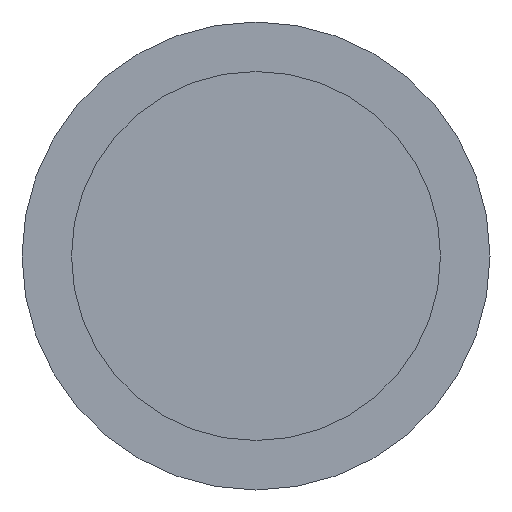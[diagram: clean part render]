
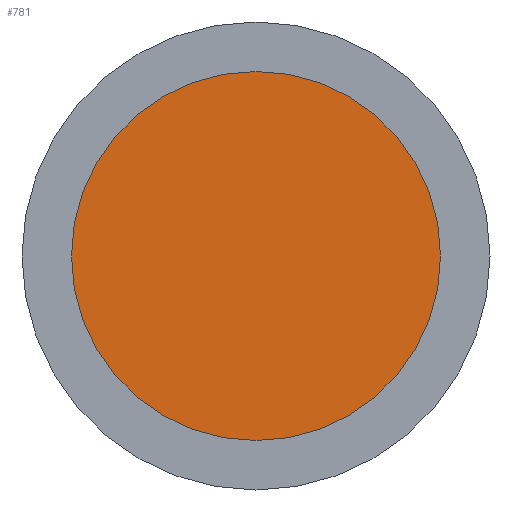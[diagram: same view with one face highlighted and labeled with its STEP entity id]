
A CAD part, left-side view. The second image highlights one B-rep face of the part: STEP entity #781.
In plain terms, the highlighted planar face has unit normal (-1, 0, 0).
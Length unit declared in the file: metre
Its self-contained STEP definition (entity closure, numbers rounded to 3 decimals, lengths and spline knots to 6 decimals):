
#50 = PLANE ( 'NONE',  #237 ) ;
#75 = EDGE_CURVE ( 'NONE', #571, #221, #295, .T. ) ;
#141 = CARTESIAN_POINT ( 'NONE',  ( -0.04, 0., 0. ) ) ;
#151 = DIRECTION ( 'NONE',  ( 0., -1., 0. ) ) ;
#170 = ORIENTED_EDGE ( 'NONE', *, *, #652, .T. ) ;
#207 = EDGE_LOOP ( 'NONE', ( #170, #668 ) ) ;
#221 = VERTEX_POINT ( 'NONE', #642 ) ;
#236 = AXIS2_PLACEMENT_3D ( 'NONE', #323, #703, #151 ) ;
#237 = AXIS2_PLACEMENT_3D ( 'NONE', #141, #307, #374 ) ;
#244 = DIRECTION ( 'NONE',  ( -1., 0., 0. ) ) ;
#251 = DIRECTION ( 'NONE',  ( 0., -1., 0. ) ) ;
#253 = CIRCLE ( 'NONE', #651, 0.01025 ) ;
#295 = CIRCLE ( 'NONE', #236, 0.01025 ) ;
#307 = DIRECTION ( 'NONE',  ( 1., 0., 0. ) ) ;
#323 = CARTESIAN_POINT ( 'NONE',  ( -0.04, 0., 0. ) ) ;
#374 = DIRECTION ( 'NONE',  ( 0., 1., 0. ) ) ;
#396 = FACE_OUTER_BOUND ( 'NONE', #207, .T. ) ;
#408 = CARTESIAN_POINT ( 'NONE',  ( -0.04, 0.01025, 0. ) ) ;
#571 = VERTEX_POINT ( 'NONE', #408 ) ;
#642 = CARTESIAN_POINT ( 'NONE',  ( -0.04, -0.01025, 0. ) ) ;
#651 = AXIS2_PLACEMENT_3D ( 'NONE', #690, #244, #251 ) ;
#652 = EDGE_CURVE ( 'NONE', #221, #571, #253, .T. ) ;
#668 = ORIENTED_EDGE ( 'NONE', *, *, #75, .T. ) ;
#690 = CARTESIAN_POINT ( 'NONE',  ( -0.04, 0., 0. ) ) ;
#703 = DIRECTION ( 'NONE',  ( -1., 0., 0. ) ) ;
#781 = ADVANCED_FACE ( 'NONE', ( #396 ), #50, .F. ) ;
